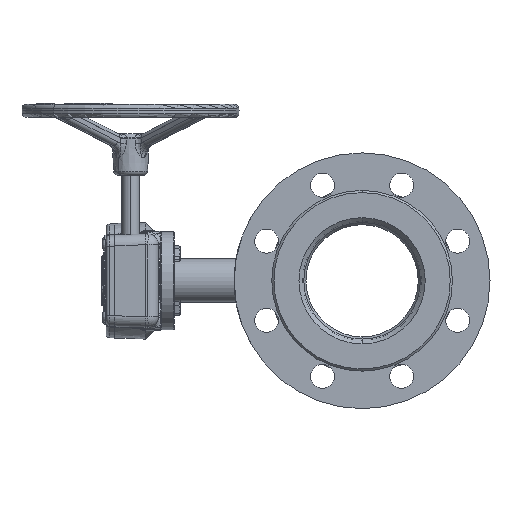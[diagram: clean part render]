
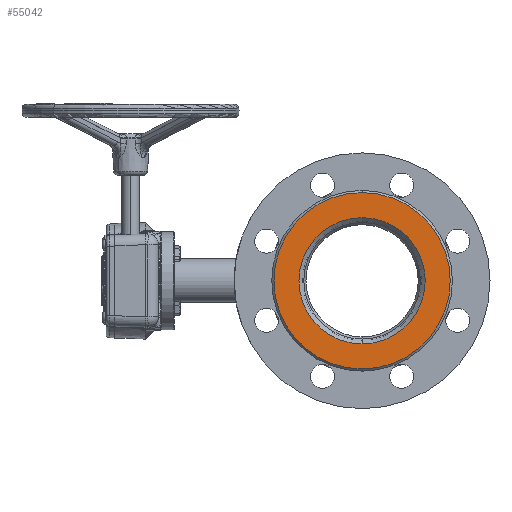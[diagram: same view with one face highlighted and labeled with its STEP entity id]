
A CAD part, left-side view. The second image highlights one B-rep face of the part: STEP entity #55042.
In plain terms, the highlighted planar face has unit normal (-1, 0, 0).
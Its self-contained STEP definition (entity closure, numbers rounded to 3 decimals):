
#301 = CIRCLE ( 'NONE', #44618, 81. ) ;
#392 = AXIS2_PLACEMENT_3D ( 'NONE', #32457, #33109, #38058 ) ;
#2233 = CARTESIAN_POINT ( 'NONE',  ( -175., 71.142, 0. ) ) ;
#3199 = CARTESIAN_POINT ( 'NONE',  ( -175., 71.142, 0. ) ) ;
#5048 = CARTESIAN_POINT ( 'NONE',  ( -175., 71.142, -58. ) ) ;
#14207 = VERTEX_POINT ( 'NONE', #5048 ) ;
#16686 = ORIENTED_EDGE ( 'NONE', *, *, #27947, .F. ) ;
#17883 = CARTESIAN_POINT ( 'NONE',  ( -175., 71.142, 0. ) ) ;
#18212 = DIRECTION ( 'NONE',  ( -1., 0., 0. ) ) ;
#21506 = VERTEX_POINT ( 'NONE', #28401 ) ;
#23363 = DIRECTION ( 'NONE',  ( -1., 0., 0. ) ) ;
#23427 = CIRCLE ( 'NONE', #32908, 58. ) ;
#23516 = PLANE ( 'NONE',  #392 ) ;
#23571 = EDGE_CURVE ( 'NONE', #14207, #21506, #23427, .T. ) ;
#24364 = EDGE_CURVE ( 'NONE', #48643, #31519, #301, .T. ) ;
#25384 = AXIS2_PLACEMENT_3D ( 'NONE', #2233, #57433, #52128 ) ;
#26396 = CARTESIAN_POINT ( 'NONE',  ( -175., 71.142, 0. ) ) ;
#27114 = AXIS2_PLACEMENT_3D ( 'NONE', #17883, #18212, #38031 ) ;
#27947 = EDGE_CURVE ( 'NONE', #21506, #14207, #33425, .T. ) ;
#28401 = CARTESIAN_POINT ( 'NONE',  ( -175., 71.142, 58. ) ) ;
#31519 = VERTEX_POINT ( 'NONE', #45365 ) ;
#32457 = CARTESIAN_POINT ( 'NONE',  ( -175., 129.142, 0. ) ) ;
#32908 = AXIS2_PLACEMENT_3D ( 'NONE', #3199, #23363, #58722 ) ;
#33109 = DIRECTION ( 'NONE',  ( 1., 0., 0. ) ) ;
#33425 = CIRCLE ( 'NONE', #27114, 58. ) ;
#38005 = CIRCLE ( 'NONE', #25384, 81. ) ;
#38031 = DIRECTION ( 'NONE',  ( 0., 0., 1. ) ) ;
#38058 = DIRECTION ( 'NONE',  ( 0., 0., -1. ) ) ;
#44618 = AXIS2_PLACEMENT_3D ( 'NONE', #26396, #52784, #51827 ) ;
#45365 = CARTESIAN_POINT ( 'NONE',  ( -175., 71.142, 81. ) ) ;
#46455 = EDGE_CURVE ( 'NONE', #31519, #48643, #38005, .T. ) ;
#48643 = VERTEX_POINT ( 'NONE', #65133 ) ;
#51827 = DIRECTION ( 'NONE',  ( 0., 0., 1. ) ) ;
#52128 = DIRECTION ( 'NONE',  ( 0., 0., 1. ) ) ;
#52784 = DIRECTION ( 'NONE',  ( -1., 0., 0. ) ) ;
#53576 = FACE_BOUND ( 'NONE', #61530, .T. ) ;
#55042 = ADVANCED_FACE ( 'NONE', ( #53576, #63519 ), #23516, .F. ) ;
#55063 = ORIENTED_EDGE ( 'NONE', *, *, #24364, .T. ) ;
#57433 = DIRECTION ( 'NONE',  ( -1., 0., 0. ) ) ;
#57999 = ORIENTED_EDGE ( 'NONE', *, *, #23571, .F. ) ;
#58722 = DIRECTION ( 'NONE',  ( 0., 0., 1. ) ) ;
#61433 = ORIENTED_EDGE ( 'NONE', *, *, #46455, .T. ) ;
#61495 = EDGE_LOOP ( 'NONE', ( #55063, #61433 ) ) ;
#61530 = EDGE_LOOP ( 'NONE', ( #16686, #57999 ) ) ;
#63519 = FACE_OUTER_BOUND ( 'NONE', #61495, .T. ) ;
#65133 = CARTESIAN_POINT ( 'NONE',  ( -175., 71.142, -81. ) ) ;
